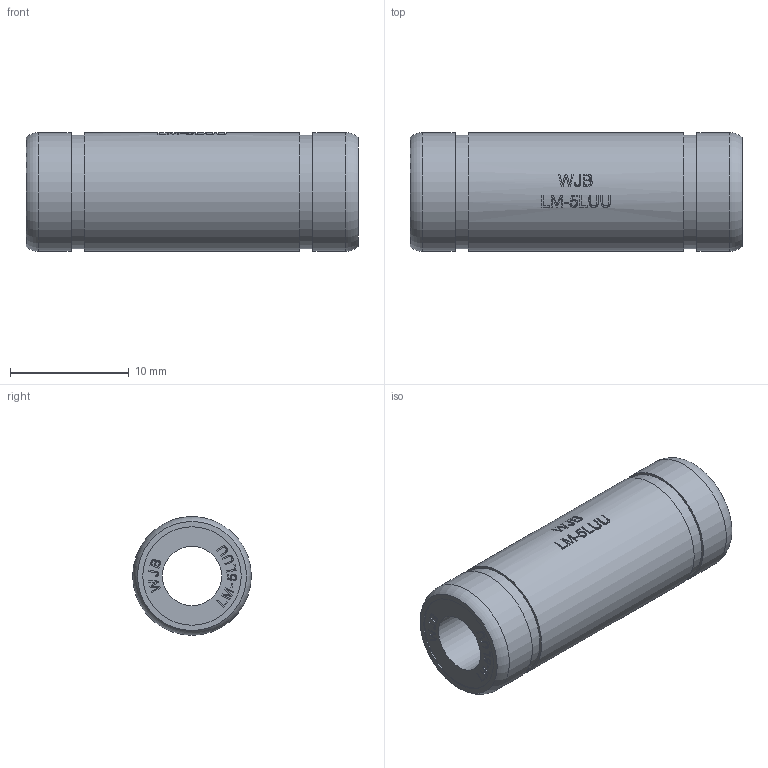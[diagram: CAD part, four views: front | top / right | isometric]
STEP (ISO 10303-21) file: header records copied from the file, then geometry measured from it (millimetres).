
FILE_DESCRIPTION(/* description */ (''),/* implementation_level */ '2;1');
FILE_NAME(/* name */ 'WJB-LM5LUU.stp',/* time_stamp */ '2018-09-04T23:13:24+08:00',/* author */ (''),/* organization */ (''),/* preprocessor_version */ 'ST-DEVELOPER v11',/* originating_system */ 'SIEMENS UGS NX 6.0',/* authorisation */ '');
FILE_SCHEMA (('CONFIG_CONTROL_DESIGN'));
Length unit declared in the file: millimetre
Products named in the file (1): WJB-LM5LUU
Bounding box: 28 x 10 x 10 mm (x, y, z)
Volume: 1619.9 mm3; surface area: 1453.8 mm2
Topology: 1 solids, 1 shells, 288 faces, 744 edges, 500 vertices
Faces by surface type: plane 191, extrusion 75, cylinder 20, torus 2
Full cylindrical faces by diameter (mm): 5 x1, 8.3 x2, 9.6 x2, 10 x3
Entity records: 11152 total; most frequent: CARTESIAN_POINT 4457, ORIENTED_EDGE 1468, DIRECTION 1067, EDGE_CURVE 734, VERTEX_POINT 500, VECTOR 467, LINE 392, EDGE_LOOP 342
